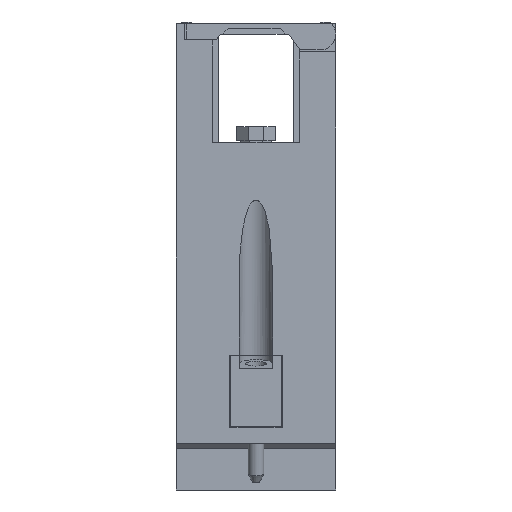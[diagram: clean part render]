
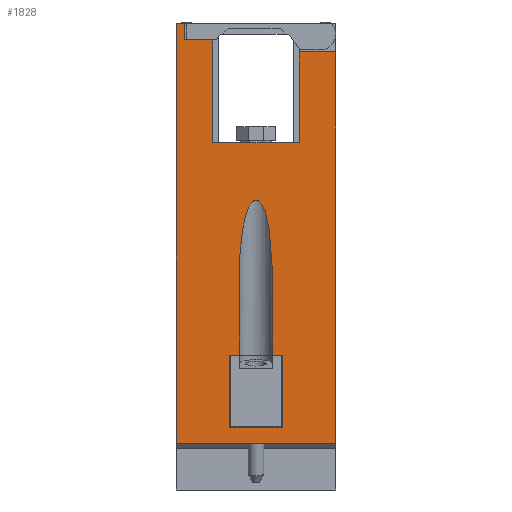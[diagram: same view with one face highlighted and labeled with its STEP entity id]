
A CAD part, front view. The second image highlights one B-rep face of the part: STEP entity #1828.
In plain terms, the highlighted planar face has unit normal (0, -1, 0).
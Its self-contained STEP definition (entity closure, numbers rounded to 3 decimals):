
#325=ELLIPSE('',#22427,18.671,4.2);
#339=FACE_BOUND('',#5420,.T.);
#340=FACE_BOUND('',#5421,.T.);
#1828=ADVANCED_FACE('',(#339,#340),#3072,.T.);
#3072=PLANE('',#22428);
#5420=EDGE_LOOP('',(#7477,#7478,#7479,#7480,#7481,#7482,#7483,#7484,#7485,
#7486));
#5421=EDGE_LOOP('',(#7487,#7488,#7489,#7490,#7491,#7492,#7493,#7494,#7495,
#7496));
#7477=ORIENTED_EDGE('',*,*,#14672,.F.);
#7478=ORIENTED_EDGE('',*,*,#14673,.F.);
#7479=ORIENTED_EDGE('',*,*,#14674,.F.);
#7480=ORIENTED_EDGE('',*,*,#14675,.F.);
#7481=ORIENTED_EDGE('',*,*,#14676,.F.);
#7482=ORIENTED_EDGE('',*,*,#14420,.F.);
#7483=ORIENTED_EDGE('',*,*,#14677,.F.);
#7484=ORIENTED_EDGE('',*,*,#14424,.F.);
#7485=ORIENTED_EDGE('',*,*,#14678,.F.);
#7486=ORIENTED_EDGE('',*,*,#14679,.F.);
#7487=ORIENTED_EDGE('',*,*,#14680,.F.);
#7488=ORIENTED_EDGE('',*,*,#14501,.F.);
#7489=ORIENTED_EDGE('',*,*,#14546,.F.);
#7490=ORIENTED_EDGE('',*,*,#14469,.F.);
#7491=ORIENTED_EDGE('',*,*,#14681,.F.);
#7492=ORIENTED_EDGE('',*,*,#14682,.F.);
#7493=ORIENTED_EDGE('',*,*,#14558,.F.);
#7494=ORIENTED_EDGE('',*,*,#14683,.T.);
#7495=ORIENTED_EDGE('',*,*,#14684,.T.);
#7496=ORIENTED_EDGE('',*,*,#14561,.F.);
#12445=VERTEX_POINT('',#29649);
#12448=VERTEX_POINT('',#29654);
#12449=VERTEX_POINT('',#29656);
#12452=VERTEX_POINT('',#29662);
#12497=VERTEX_POINT('',#29754);
#12498=VERTEX_POINT('',#29756);
#12527=VERTEX_POINT('',#29818);
#12528=VERTEX_POINT('',#29820);
#12568=VERTEX_POINT('',#29920);
#12572=VERTEX_POINT('',#29929);
#12574=VERTEX_POINT('',#29935);
#12575=VERTEX_POINT('',#29937);
#12670=VERTEX_POINT('',#30157);
#12671=VERTEX_POINT('',#30158);
#12672=VERTEX_POINT('',#30160);
#12673=VERTEX_POINT('',#30162);
#12674=VERTEX_POINT('',#30164);
#12675=VERTEX_POINT('',#30168);
#12676=VERTEX_POINT('',#30172);
#12677=VERTEX_POINT('',#30175);
#14420=EDGE_CURVE('',#12448,#12449,#17262,.T.);
#14424=EDGE_CURVE('',#12452,#12445,#17266,.T.);
#14469=EDGE_CURVE('',#12497,#12498,#17311,.T.);
#14501=EDGE_CURVE('',#12527,#12528,#17343,.T.);
#14546=EDGE_CURVE('',#12498,#12527,#17388,.T.);
#14558=EDGE_CURVE('',#12572,#12568,#17400,.T.);
#14561=EDGE_CURVE('',#12574,#12575,#17403,.T.);
#14672=EDGE_CURVE('',#12670,#12671,#17508,.T.);
#14673=EDGE_CURVE('',#12672,#12670,#325,.T.);
#14674=EDGE_CURVE('',#12673,#12672,#17509,.T.);
#14675=EDGE_CURVE('',#12674,#12673,#17510,.T.);
#14676=EDGE_CURVE('',#12449,#12674,#17511,.T.);
#14677=EDGE_CURVE('',#12445,#12448,#17512,.T.);
#14678=EDGE_CURVE('',#12675,#12452,#17513,.T.);
#14679=EDGE_CURVE('',#12671,#12675,#17514,.T.);
#14680=EDGE_CURVE('',#12528,#12574,#17515,.T.);
#14681=EDGE_CURVE('',#12676,#12497,#17516,.T.);
#14682=EDGE_CURVE('',#12568,#12676,#17517,.T.);
#14683=EDGE_CURVE('',#12572,#12677,#17518,.T.);
#14684=EDGE_CURVE('',#12677,#12575,#17519,.T.);
#17262=LINE('',#29655,#19882);
#17266=LINE('',#29663,#19886);
#17311=LINE('',#29755,#19931);
#17343=LINE('',#29819,#19963);
#17388=LINE('',#29907,#20008);
#17400=LINE('',#29930,#20020);
#17403=LINE('',#29936,#20023);
#17508=LINE('',#30156,#20128);
#17509=LINE('',#30161,#20129);
#17510=LINE('',#30163,#20130);
#17511=LINE('',#30165,#20131);
#17512=LINE('',#30166,#20132);
#17513=LINE('',#30167,#20133);
#17514=LINE('',#30169,#20134);
#17515=LINE('',#30170,#20135);
#17516=LINE('',#30171,#20136);
#17517=LINE('',#30173,#20137);
#17518=LINE('',#30174,#20138);
#17519=LINE('',#30176,#20139);
#19882=VECTOR('',#24233,1.);
#19886=VECTOR('',#24237,1.);
#19931=VECTOR('',#24286,1.);
#19963=VECTOR('',#24322,1.);
#20008=VECTOR('',#24379,1.);
#20020=VECTOR('',#24397,1.);
#20023=VECTOR('',#24402,1.);
#20128=VECTOR('',#24547,1.);
#20129=VECTOR('',#24550,1.);
#20130=VECTOR('',#24551,1.);
#20131=VECTOR('',#24552,1.);
#20132=VECTOR('',#24553,1.);
#20133=VECTOR('',#24554,1.);
#20134=VECTOR('',#24555,1.);
#20135=VECTOR('',#24556,1.);
#20136=VECTOR('',#24557,1.);
#20137=VECTOR('',#24558,1.);
#20138=VECTOR('',#24559,1.);
#20139=VECTOR('',#24560,1.);
#22427=AXIS2_PLACEMENT_3D('',#30159,#24548,#24549);
#22428=AXIS2_PLACEMENT_3D('',#30177,#24561,#24562);
#24233=DIRECTION('',(0.,0.,-1.));
#24237=DIRECTION('',(0.,0.,-1.));
#24286=DIRECTION('',(-1.,0.,0.));
#24322=DIRECTION('',(1.,0.,0.));
#24379=DIRECTION('',(0.,0.,-1.));
#24397=DIRECTION('',(0.,0.,-1.));
#24402=DIRECTION('',(-1.,0.,0.));
#24547=DIRECTION('',(-1.,0.,0.));
#24548=DIRECTION('',(0.,-1.,0.));
#24549=DIRECTION('',(-1.,0.,0.));
#24550=DIRECTION('',(1.,0.,0.));
#24551=DIRECTION('',(0.,0.,1.));
#24552=DIRECTION('',(1.,0.,0.));
#24553=DIRECTION('',(0.,0.,-1.));
#24554=DIRECTION('',(-1.,0.,0.));
#24555=DIRECTION('',(0.,0.,1.));
#24556=DIRECTION('',(0.,0.,-1.));
#24557=DIRECTION('',(0.,0.,-1.));
#24558=DIRECTION('',(-1.,0.,0.));
#24559=DIRECTION('',(-1.,0.,0.));
#24560=DIRECTION('',(0.,0.,-1.));
#24561=DIRECTION('',(0.,-1.,0.));
#24562=DIRECTION('',(0.,0.,-1.));
#29649=CARTESIAN_POINT('',(15.7,-62.5,4.));
#29654=CARTESIAN_POINT('',(15.7,-62.5,-4.));
#29655=CARTESIAN_POINT('',(15.7,-62.5,4.2));
#29656=CARTESIAN_POINT('',(15.7,-62.5,-6.55));
#29662=CARTESIAN_POINT('',(15.7,-62.5,6.55));
#29663=CARTESIAN_POINT('',(15.7,-62.5,4.2));
#29754=CARTESIAN_POINT('',(112.8,-62.5,10.9));
#29755=CARTESIAN_POINT('',(116.9,-62.5,10.9));
#29756=CARTESIAN_POINT('',(87.,-62.5,10.9));
#29818=CARTESIAN_POINT('',(87.,-62.5,-10.9));
#29819=CARTESIAN_POINT('',(116.9,-62.5,-10.9));
#29820=CARTESIAN_POINT('',(109.8,-62.5,-10.9));
#29907=CARTESIAN_POINT('',(87.,-62.5,20.));
#29920=CARTESIAN_POINT('',(116.9,-62.5,17.9));
#29929=CARTESIAN_POINT('',(116.9,-62.5,20.));
#29930=CARTESIAN_POINT('',(116.9,-62.5,20.));
#29935=CARTESIAN_POINT('',(109.8,-62.5,-20.));
#29936=CARTESIAN_POINT('',(116.9,-62.5,-20.));
#29937=CARTESIAN_POINT('',(11.7,-62.5,-20.));
#30156=CARTESIAN_POINT('',(116.9,-62.5,4.2));
#30157=CARTESIAN_POINT('',(54.015,-62.5,4.2));
#30158=CARTESIAN_POINT('',(33.8,-62.5,4.2));
#30159=CARTESIAN_POINT('',(54.015,-62.5,0.));
#30160=CARTESIAN_POINT('',(54.015,-62.5,-4.2));
#30161=CARTESIAN_POINT('',(116.9,-62.5,-4.2));
#30162=CARTESIAN_POINT('',(33.8,-62.5,-4.2));
#30163=CARTESIAN_POINT('',(33.8,-62.5,-6.55));
#30164=CARTESIAN_POINT('',(33.8,-62.5,-6.55));
#30165=CARTESIAN_POINT('',(15.7,-62.5,-6.55));
#30166=CARTESIAN_POINT('',(15.7,-62.5,4.));
#30167=CARTESIAN_POINT('',(33.8,-62.5,6.55));
#30168=CARTESIAN_POINT('',(33.8,-62.5,6.55));
#30169=CARTESIAN_POINT('',(33.8,-62.5,-6.55));
#30170=CARTESIAN_POINT('',(109.8,-62.5,-9.325));
#30171=CARTESIAN_POINT('',(112.8,-62.5,17.9));
#30172=CARTESIAN_POINT('',(112.8,-62.5,17.9));
#30173=CARTESIAN_POINT('',(116.9,-62.5,17.9));
#30174=CARTESIAN_POINT('',(116.9,-62.5,20.));
#30175=CARTESIAN_POINT('',(11.7,-62.5,20.));
#30176=CARTESIAN_POINT('',(11.7,-62.5,20.));
#30177=CARTESIAN_POINT('',(116.9,-62.5,20.));
